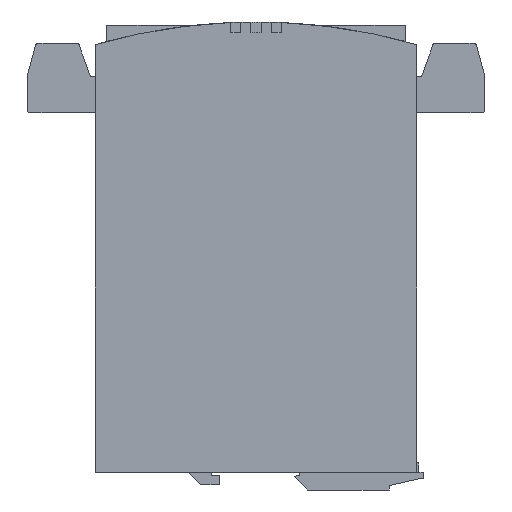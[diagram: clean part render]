
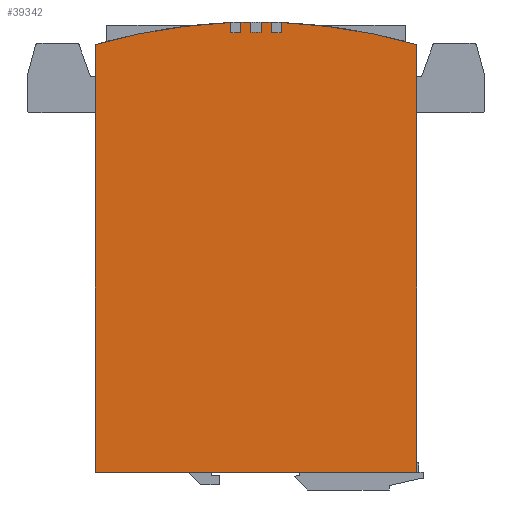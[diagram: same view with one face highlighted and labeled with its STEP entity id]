
A CAD part, left-side view. The second image highlights one B-rep face of the part: STEP entity #39342.
In plain terms, the highlighted planar face has unit normal (-1, 0, 0).
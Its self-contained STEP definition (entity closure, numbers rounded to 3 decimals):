
#119 = DIRECTION ( 'NONE',  ( 0., 0., -1. ) ) ;
#545 = ORIENTED_EDGE ( 'NONE', *, *, #4062, .F. ) ;
#590 = CIRCLE ( 'NONE', #30698, 230. ) ;
#1131 = CARTESIAN_POINT ( 'NONE',  ( -28.5, -2., 15.991 ) ) ;
#1256 = VERTEX_POINT ( 'NONE', #11113 ) ;
#1353 = CARTESIAN_POINT ( 'NONE',  ( -28.5, 6., 15.92 ) ) ;
#1478 = DIRECTION ( 'NONE',  ( 1., 0., 0. ) ) ;
#1569 = CARTESIAN_POINT ( 'NONE',  ( -28.5, 10., 15.779 ) ) ;
#2683 = CARTESIAN_POINT ( 'NONE',  ( -28.5, 0., -210. ) ) ;
#2775 = VERTEX_POINT ( 'NONE', #18351 ) ;
#2896 = ORIENTED_EDGE ( 'NONE', *, *, #22177, .F. ) ;
#2904 = DIRECTION ( 'NONE',  ( 0., 0., 1. ) ) ;
#3026 = VERTEX_POINT ( 'NONE', #28822 ) ;
#3072 = CARTESIAN_POINT ( 'NONE',  ( -28.5, -6., 15.92 ) ) ;
#3618 = LINE ( 'NONE', #7265, #35608 ) ;
#3631 = CARTESIAN_POINT ( 'NONE',  ( -28.5, 0., -210. ) ) ;
#4062 = EDGE_CURVE ( 'NONE', #33265, #16521, #31085, .T. ) ;
#4711 = EDGE_CURVE ( 'NONE', #9615, #9204, #36246, .T. ) ;
#4927 = CARTESIAN_POINT ( 'NONE',  ( -28.5, 63.5, -158.15 ) ) ;
#5068 = DIRECTION ( 'NONE',  ( 0., 0., -1. ) ) ;
#5132 = EDGE_CURVE ( 'NONE', #2775, #33265, #18723, .T. ) ;
#5254 = DIRECTION ( 'NONE',  ( 1., 0., 0. ) ) ;
#5255 = DIRECTION ( 'NONE',  ( 1., 0., 0. ) ) ;
#5587 = CIRCLE ( 'NONE', #14455, 230. ) ;
#5982 = LINE ( 'NONE', #16678, #16898 ) ;
#6527 = CARTESIAN_POINT ( 'NONE',  ( -28.5, 0., -210. ) ) ;
#6691 = CIRCLE ( 'NONE', #8077, 226. ) ;
#7152 = VERTEX_POINT ( 'NONE', #10784 ) ;
#7265 = CARTESIAN_POINT ( 'NONE',  ( -28.5, 6., 15.92 ) ) ;
#7526 = ORIENTED_EDGE ( 'NONE', *, *, #11813, .F. ) ;
#7976 = VECTOR ( 'NONE', #119, 1000. ) ;
#8077 = AXIS2_PLACEMENT_3D ( 'NONE', #9350, #18997, #2904 ) ;
#8173 = DIRECTION ( 'NONE',  ( 0., 0., 1. ) ) ;
#8287 = VERTEX_POINT ( 'NONE', #1569 ) ;
#8900 = AXIS2_PLACEMENT_3D ( 'NONE', #6527, #35448, #9534 ) ;
#9110 = VERTEX_POINT ( 'NONE', #32963 ) ;
#9204 = VERTEX_POINT ( 'NONE', #40236 ) ;
#9350 = CARTESIAN_POINT ( 'NONE',  ( -28.5, 0., -210. ) ) ;
#9534 = DIRECTION ( 'NONE',  ( 0., 0., -1. ) ) ;
#9592 = ORIENTED_EDGE ( 'NONE', *, *, #20953, .F. ) ;
#9608 = EDGE_CURVE ( 'NONE', #8287, #12928, #38785, .T. ) ;
#9615 = VERTEX_POINT ( 'NONE', #34900 ) ;
#9681 = DIRECTION ( 'NONE',  ( 0., 0., -1. ) ) ;
#10075 = EDGE_CURVE ( 'NONE', #9110, #1256, #6691, .T. ) ;
#10133 = DIRECTION ( 'NONE',  ( 0., 0., 1. ) ) ;
#10489 = DIRECTION ( 'NONE',  ( 1., 0., 0. ) ) ;
#10784 = CARTESIAN_POINT ( 'NONE',  ( -28.5, -2., 19.991 ) ) ;
#11113 = CARTESIAN_POINT ( 'NONE',  ( -28.5, -10., 15.779 ) ) ;
#11359 = CARTESIAN_POINT ( 'NONE',  ( -28.5, 2., 19.991 ) ) ;
#11813 = EDGE_CURVE ( 'NONE', #16521, #7152, #20634, .T. ) ;
#12928 = VERTEX_POINT ( 'NONE', #1353 ) ;
#13275 = CARTESIAN_POINT ( 'NONE',  ( -28.5, -10., 19.783 ) ) ;
#13350 = PLANE ( 'NONE',  #24650 ) ;
#13840 = ORIENTED_EDGE ( 'NONE', *, *, #18711, .F. ) ;
#14455 = AXIS2_PLACEMENT_3D ( 'NONE', #2683, #15757, #5068 ) ;
#15341 = VERTEX_POINT ( 'NONE', #11359 ) ;
#15757 = DIRECTION ( 'NONE',  ( 1., 0., 0. ) ) ;
#16145 = CIRCLE ( 'NONE', #37363, 230. ) ;
#16148 = CARTESIAN_POINT ( 'NONE',  ( -28.5, 0., -210. ) ) ;
#16255 = EDGE_CURVE ( 'NONE', #24384, #3026, #16145, .T. ) ;
#16521 = VERTEX_POINT ( 'NONE', #21654 ) ;
#16678 = CARTESIAN_POINT ( 'NONE',  ( -28.5, 10., 15.779 ) ) ;
#16898 = VECTOR ( 'NONE', #19268, 1000. ) ;
#17207 = VECTOR ( 'NONE', #8173, 1000. ) ;
#17450 = EDGE_CURVE ( 'NONE', #33471, #9615, #41329, .T. ) ;
#18148 = EDGE_CURVE ( 'NONE', #15341, #2775, #27106, .T. ) ;
#18335 = DIRECTION ( 'NONE',  ( 0., 0., -1. ) ) ;
#18351 = CARTESIAN_POINT ( 'NONE',  ( -28.5, 2., 15.991 ) ) ;
#18711 = EDGE_CURVE ( 'NONE', #24287, #8287, #5982, .T. ) ;
#18723 = CIRCLE ( 'NONE', #39245, 226. ) ;
#18959 = CARTESIAN_POINT ( 'NONE',  ( -28.5, 0., -210. ) ) ;
#18966 = EDGE_LOOP ( 'NONE', ( #29865, #13840, #9592, #39805, #23675, #33537, #27487, #25812, #29728, #25667, #37437, #7526, #545, #36076, #28496, #2896, #40875 ) ) ;
#18997 = DIRECTION ( 'NONE',  ( 1., 0., 0. ) ) ;
#19268 = DIRECTION ( 'NONE',  ( 0., 0., -1. ) ) ;
#19830 = CIRCLE ( 'NONE', #8900, 230. ) ;
#19910 = CARTESIAN_POINT ( 'NONE',  ( -28.5, 0., 16. ) ) ;
#19921 = DIRECTION ( 'NONE',  ( 0., 0., 1. ) ) ;
#20336 = AXIS2_PLACEMENT_3D ( 'NONE', #38526, #35529, #31691 ) ;
#20550 = CARTESIAN_POINT ( 'NONE',  ( -28.5, 0., -210. ) ) ;
#20634 = LINE ( 'NONE', #1131, #42401 ) ;
#20682 = CARTESIAN_POINT ( 'NONE',  ( -28.5, 2., 15.991 ) ) ;
#20953 = EDGE_CURVE ( 'NONE', #9204, #24287, #590, .T. ) ;
#21654 = CARTESIAN_POINT ( 'NONE',  ( -28.5, -2., 15.991 ) ) ;
#22177 = EDGE_CURVE ( 'NONE', #34848, #15341, #19830, .T. ) ;
#23092 = EDGE_CURVE ( 'NONE', #12928, #34848, #3618, .T. ) ;
#23675 = ORIENTED_EDGE ( 'NONE', *, *, #17450, .F. ) ;
#23843 = EDGE_CURVE ( 'NONE', #7152, #38382, #5587, .T. ) ;
#24094 = EDGE_CURVE ( 'NONE', #1256, #24384, #27671, .T. ) ;
#24287 = VERTEX_POINT ( 'NONE', #29768 ) ;
#24298 = VECTOR ( 'NONE', #10133, 1000. ) ;
#24384 = VERTEX_POINT ( 'NONE', #13275 ) ;
#24650 = AXIS2_PLACEMENT_3D ( 'NONE', #16148, #26416, #38841 ) ;
#24756 = DIRECTION ( 'NONE',  ( 0., 0., -1. ) ) ;
#25667 = ORIENTED_EDGE ( 'NONE', *, *, #39306, .F. ) ;
#25812 = ORIENTED_EDGE ( 'NONE', *, *, #24094, .F. ) ;
#26416 = DIRECTION ( 'NONE',  ( 1., 0., 0. ) ) ;
#26632 = DIRECTION ( 'NONE',  ( 0., 0., -1. ) ) ;
#27106 = LINE ( 'NONE', #20682, #7976 ) ;
#27487 = ORIENTED_EDGE ( 'NONE', *, *, #16255, .F. ) ;
#27671 = LINE ( 'NONE', #37513, #17207 ) ;
#27976 = CARTESIAN_POINT ( 'NONE',  ( -28.5, 0., -210. ) ) ;
#28496 = ORIENTED_EDGE ( 'NONE', *, *, #18148, .F. ) ;
#28822 = CARTESIAN_POINT ( 'NONE',  ( -28.5, -63.5, 11.061 ) ) ;
#29027 = AXIS2_PLACEMENT_3D ( 'NONE', #20550, #1478, #37031 ) ;
#29728 = ORIENTED_EDGE ( 'NONE', *, *, #10075, .F. ) ;
#29768 = CARTESIAN_POINT ( 'NONE',  ( -28.5, 10., 19.783 ) ) ;
#29770 = CARTESIAN_POINT ( 'NONE',  ( -28.5, 6., 19.922 ) ) ;
#29865 = ORIENTED_EDGE ( 'NONE', *, *, #9608, .F. ) ;
#30698 = AXIS2_PLACEMENT_3D ( 'NONE', #27976, #5255, #18335 ) ;
#31085 = CIRCLE ( 'NONE', #29027, 226. ) ;
#31691 = DIRECTION ( 'NONE',  ( 0., 0., 1. ) ) ;
#31692 = DIRECTION ( 'NONE',  ( 0., 1., 0. ) ) ;
#32429 = LINE ( 'NONE', #3072, #36250 ) ;
#32963 = CARTESIAN_POINT ( 'NONE',  ( -28.5, -6., 15.92 ) ) ;
#33181 = DIRECTION ( 'NONE',  ( 0., 0., 1. ) ) ;
#33265 = VERTEX_POINT ( 'NONE', #19910 ) ;
#33471 = VERTEX_POINT ( 'NONE', #38292 ) ;
#33537 = ORIENTED_EDGE ( 'NONE', *, *, #41599, .F. ) ;
#33694 = DIRECTION ( 'NONE',  ( 0., 0., 1. ) ) ;
#34848 = VERTEX_POINT ( 'NONE', #29770 ) ;
#34900 = CARTESIAN_POINT ( 'NONE',  ( -28.5, 63.5, -158.15 ) ) ;
#35448 = DIRECTION ( 'NONE',  ( 1., 0., 0. ) ) ;
#35529 = DIRECTION ( 'NONE',  ( 1., 0., 0. ) ) ;
#35590 = CARTESIAN_POINT ( 'NONE',  ( -28.5, -63.5, -158.15 ) ) ;
#35608 = VECTOR ( 'NONE', #33181, 1000. ) ;
#35695 = VECTOR ( 'NONE', #9681, 1000. ) ;
#36044 = VECTOR ( 'NONE', #31692, 1000. ) ;
#36076 = ORIENTED_EDGE ( 'NONE', *, *, #5132, .F. ) ;
#36246 = LINE ( 'NONE', #39457, #24298 ) ;
#36250 = VECTOR ( 'NONE', #26632, 1000. ) ;
#37031 = DIRECTION ( 'NONE',  ( 0., 0., 1. ) ) ;
#37363 = AXIS2_PLACEMENT_3D ( 'NONE', #18959, #5254, #24756 ) ;
#37437 = ORIENTED_EDGE ( 'NONE', *, *, #23843, .F. ) ;
#37513 = CARTESIAN_POINT ( 'NONE',  ( -28.5, -10., 15.779 ) ) ;
#37952 = CARTESIAN_POINT ( 'NONE',  ( -28.5, -6., 19.922 ) ) ;
#38292 = CARTESIAN_POINT ( 'NONE',  ( -28.5, -63.5, -158.15 ) ) ;
#38382 = VERTEX_POINT ( 'NONE', #37952 ) ;
#38526 = CARTESIAN_POINT ( 'NONE',  ( -28.5, 0., -210. ) ) ;
#38785 = CIRCLE ( 'NONE', #20336, 226. ) ;
#38802 = LINE ( 'NONE', #35590, #35695 ) ;
#38841 = DIRECTION ( 'NONE',  ( 0., 0., -1. ) ) ;
#39245 = AXIS2_PLACEMENT_3D ( 'NONE', #3631, #10489, #19921 ) ;
#39306 = EDGE_CURVE ( 'NONE', #38382, #9110, #32429, .T. ) ;
#39342 = ADVANCED_FACE ( 'NONE', ( #39474 ), #13350, .F. ) ;
#39457 = CARTESIAN_POINT ( 'NONE',  ( -28.5, 63.5, -158.15 ) ) ;
#39474 = FACE_OUTER_BOUND ( 'NONE', #18966, .T. ) ;
#39805 = ORIENTED_EDGE ( 'NONE', *, *, #4711, .F. ) ;
#40236 = CARTESIAN_POINT ( 'NONE',  ( -28.5, 63.5, 11.061 ) ) ;
#40875 = ORIENTED_EDGE ( 'NONE', *, *, #23092, .F. ) ;
#41329 = LINE ( 'NONE', #4927, #36044 ) ;
#41599 = EDGE_CURVE ( 'NONE', #3026, #33471, #38802, .T. ) ;
#42401 = VECTOR ( 'NONE', #33694, 1000. ) ;
